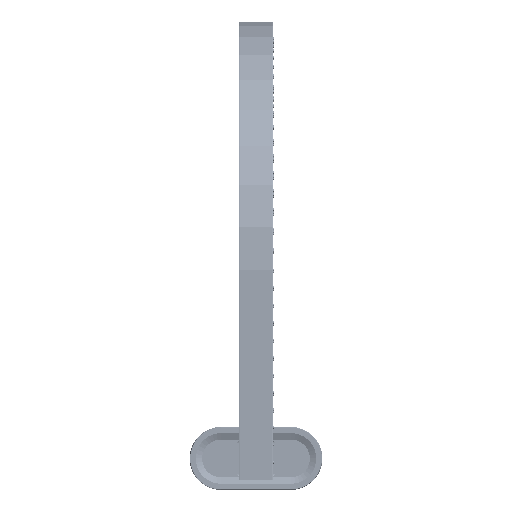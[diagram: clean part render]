
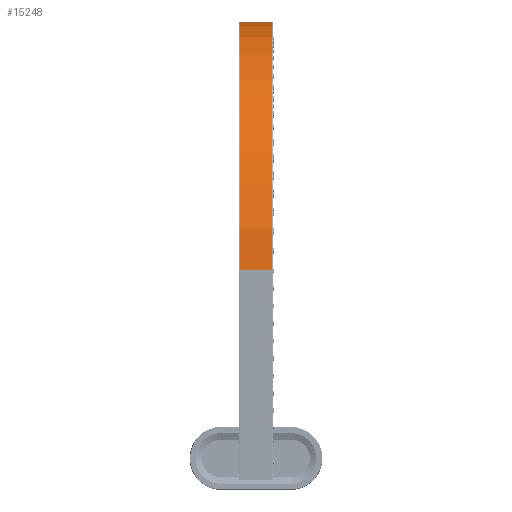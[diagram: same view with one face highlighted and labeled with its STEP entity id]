
A CAD part, top view. The second image highlights one B-rep face of the part: STEP entity #15248.
In plain terms, the highlighted cylindrical face has radius 355 mm (diameter 710 mm), a partial arc.
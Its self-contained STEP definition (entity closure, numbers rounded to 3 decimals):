
#2871=FACE_OUTER_BOUND('',#3753,.T.);
#3753=EDGE_LOOP('',(#12410,#12411,#12412,#12413));
#5056=LINE('',#25390,#5857);
#5059=LINE('',#25396,#5860);
#5857=VECTOR('',#20881,10.);
#5860=VECTOR('',#20886,10.);
#7007=CIRCLE('',#17134,355.);
#7009=CIRCLE('',#17139,355.);
#8167=VERTEX_POINT('',#25371);
#8169=VERTEX_POINT('',#25377);
#8173=VERTEX_POINT('',#25389);
#8175=VERTEX_POINT('',#25395);
#9832=EDGE_CURVE('',#8167,#8169,#7007,.T.);
#9836=EDGE_CURVE('',#8169,#8173,#5056,.T.);
#9839=EDGE_CURVE('',#8167,#8175,#5059,.T.);
#9840=EDGE_CURVE('',#8173,#8175,#7009,.T.);
#12410=ORIENTED_EDGE('',*,*,#9832,.F.);
#12411=ORIENTED_EDGE('',*,*,#9839,.T.);
#12412=ORIENTED_EDGE('',*,*,#9840,.F.);
#12413=ORIENTED_EDGE('',*,*,#9836,.F.);
#14721=CYLINDRICAL_SURFACE('',#17138,355.);
#15248=ADVANCED_FACE('',(#2871),#14721,.T.);
#17134=AXIS2_PLACEMENT_3D('',#25381,#20871,#20872);
#17138=AXIS2_PLACEMENT_3D('',#25394,#20884,#20885);
#17139=AXIS2_PLACEMENT_3D('',#25397,#20887,#20888);
#20871=DIRECTION('center_axis',(1.,0.,0.));
#20872=DIRECTION('ref_axis',(0.,0.707,0.707));
#20881=DIRECTION('',(-1.,0.,0.));
#20884=DIRECTION('center_axis',(1.,0.,0.));
#20885=DIRECTION('ref_axis',(0.,1.,0.));
#20886=DIRECTION('',(-1.,0.,0.));
#20887=DIRECTION('center_axis',(-1.,0.,0.));
#20888=DIRECTION('ref_axis',(0.,0.707,0.707));
#25371=CARTESIAN_POINT('',(48.,655.,1145.));
#25377=CARTESIAN_POINT('',(48.,300.,1500.));
#25381=CARTESIAN_POINT('Origin',(48.,300.,1145.));
#25389=CARTESIAN_POINT('',(2.,300.,1500.));
#25390=CARTESIAN_POINT('',(50.,300.,1500.));
#25394=CARTESIAN_POINT('Origin',(25.,300.,1145.));
#25395=CARTESIAN_POINT('',(2.,655.,1145.));
#25396=CARTESIAN_POINT('',(50.,655.,1145.));
#25397=CARTESIAN_POINT('Origin',(2.,300.,1145.));
